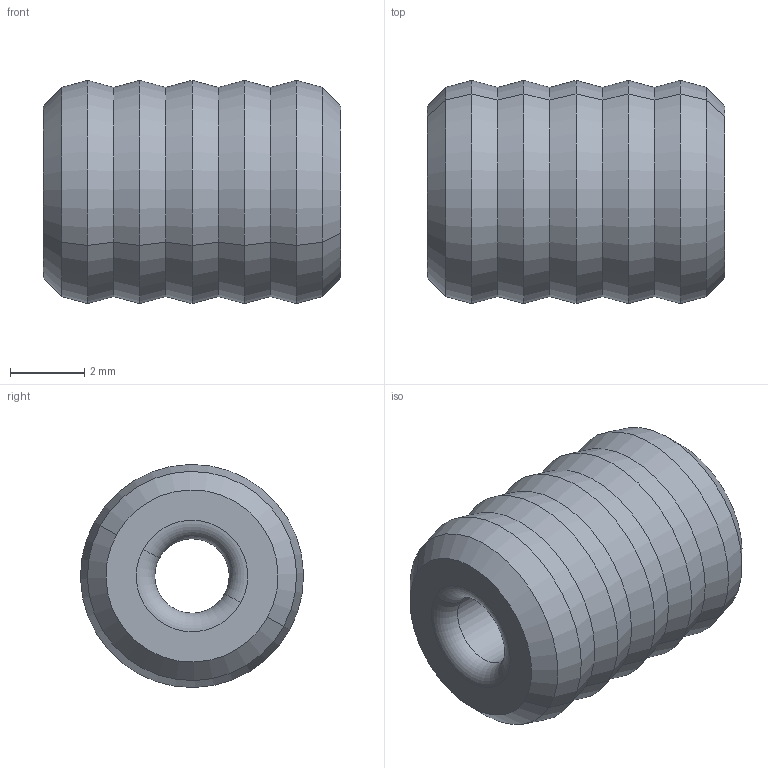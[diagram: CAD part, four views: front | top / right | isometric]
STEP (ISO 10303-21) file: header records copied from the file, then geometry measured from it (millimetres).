
FILE_DESCRIPTION(('CATIA V5 STEP Exchange'),'2;1');
FILE_NAME('Michael''Piece Mr triangles radiaux.stp','2018-11-21T15:54:31+00:00',('none'),('none'),'CATIA Version 5 Release 21 SP 5 (IN-10)','CATIA V5 STEP AP203','none');
FILE_SCHEMA(('CONFIG_CONTROL_DESIGN'));
Length unit declared in the file: millimetre
Products named in the file (1): Pièce Mr triangles axiaux
Bounding box: 8 x 6 x 6 mm (x, y, z)
Volume: 180.6 mm3; surface area: 230.2 mm2
Topology: 1 solids, 1 shells, 32 faces, 64 edges, 34 vertices
Faces by surface type: cone 24, torus 4, plane 2, cylinder 2
Entity records: 761 total; most frequent: ORIENTED_EDGE 128, CARTESIAN_POINT 118, DIRECTION 102, EDGE_CURVE 64, AXIS2_PLACEMENT_3D 58, CIRCLE 38, EDGE_LOOP 34, VERTEX_POINT 34
